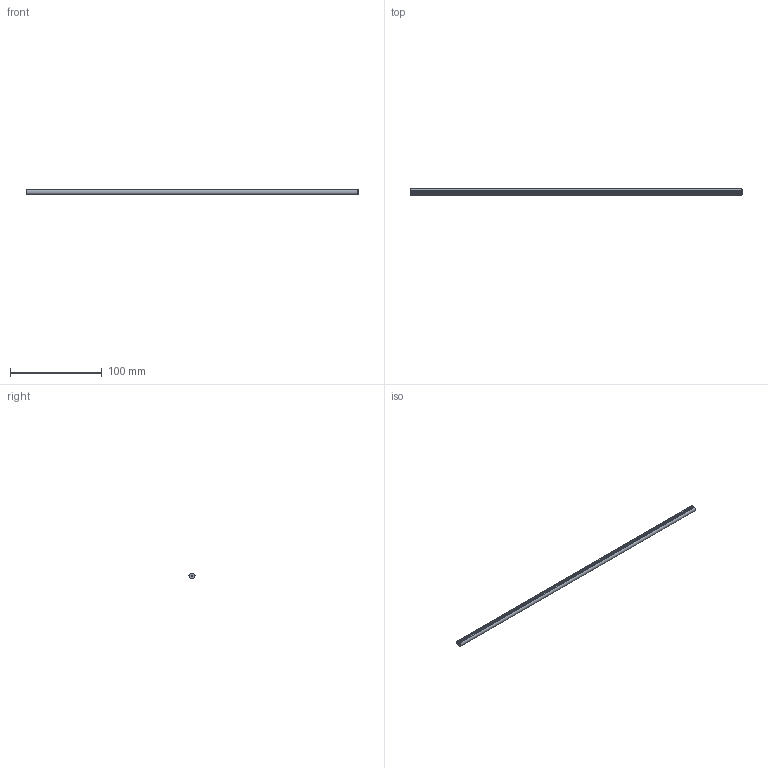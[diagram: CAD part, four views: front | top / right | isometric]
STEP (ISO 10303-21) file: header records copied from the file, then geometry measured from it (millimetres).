
FILE_DESCRIPTION(('FreeCAD Model'),'2;1');
FILE_NAME('Open CASCADE Shape Model','2024-06-18T17:47:02',(''),(''), 'Open CASCADE STEP processor 7.6','FreeCAD','Unknown');
FILE_SCHEMA(('AUTOMOTIVE_DESIGN { 1 0 10303 214 1 1 1 1 }'));
Length unit declared in the file: millimetre
Products named in the file (1): Shaft IDX BU29.00 - SPN-SFT-0236 (stemfie.org)
Bounding box: 362.5 x 6.6 x 5 mm (x, y, z)
Volume: 8274.7 mm3; surface area: 10391 mm2
Topology: 1 solids, 1 shells, 1089 faces, 3407 edges, 2114 vertices
Faces by surface type: cylinder 351, plane 312, cone 236, extrusion 190
Full cylindrical faces by diameter (mm): 2 x349
Entity records: 39137 total; most frequent: CARTESIAN_POINT 7751, ORIENTED_EDGE 6814, DIRECTION 6435, EDGE_CURVE 3407, AXIS2_PLACEMENT_3D 2318, VERTEX_POINT 2114, VECTOR 1799, LINE 1609
